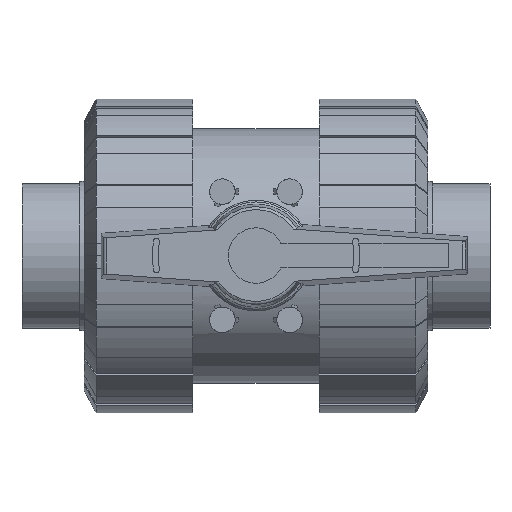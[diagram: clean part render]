
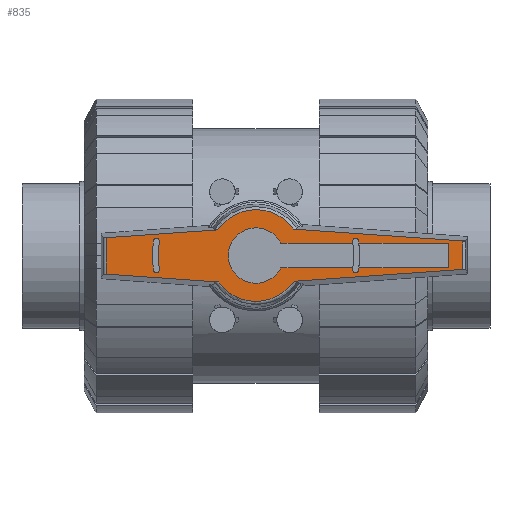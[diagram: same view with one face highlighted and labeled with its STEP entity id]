
A CAD part, top view. The second image highlights one B-rep face of the part: STEP entity #835.
In plain terms, the highlighted planar face has unit normal (0, 0, 1).
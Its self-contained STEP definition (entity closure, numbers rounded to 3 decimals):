
#835=ADVANCED_FACE('',(#1915,#1916,#1917),#1918,.T.);
#1915=FACE_BOUND('',#3316,.T.);
#1916=FACE_BOUND('',#3317,.T.);
#1917=FACE_OUTER_BOUND('',#3318,.T.);
#1918=PLANE('',#3319);
#3316=EDGE_LOOP('',(#5416,#5417,#5418,#5419,#5420,#5421,#5422,#5423,#5424,#5425,#5426,#5427,#5428));
#3317=EDGE_LOOP('',(#5429,#5430,#5431,#5432));
#3318=EDGE_LOOP('',(#5433,#5434,#5435,#5436,#5437,#5438,#5439,#5440));
#3319=AXIS2_PLACEMENT_3D('',#5441,#5442,#5443);
#5416=ORIENTED_EDGE('',*,*,#8894,.T.);
#5417=ORIENTED_EDGE('',*,*,#8967,.T.);
#5418=ORIENTED_EDGE('',*,*,#9064,.T.);
#5419=ORIENTED_EDGE('',*,*,#9066,.T.);
#5420=ORIENTED_EDGE('',*,*,#8833,.T.);
#5421=ORIENTED_EDGE('',*,*,#8898,.T.);
#5422=ORIENTED_EDGE('',*,*,#8802,.T.);
#5423=ORIENTED_EDGE('',*,*,#9068,.T.);
#5424=ORIENTED_EDGE('',*,*,#9059,.T.);
#5425=ORIENTED_EDGE('',*,*,#8963,.T.);
#5426=ORIENTED_EDGE('',*,*,#8811,.T.);
#5427=ORIENTED_EDGE('',*,*,#8793,.T.);
#5428=ORIENTED_EDGE('',*,*,#8888,.T.);
#5429=ORIENTED_EDGE('',*,*,#9073,.T.);
#5430=ORIENTED_EDGE('',*,*,#9078,.T.);
#5431=ORIENTED_EDGE('',*,*,#9082,.T.);
#5432=ORIENTED_EDGE('',*,*,#9085,.T.);
#5433=ORIENTED_EDGE('',*,*,#9158,.T.);
#5434=ORIENTED_EDGE('',*,*,#9101,.T.);
#5435=ORIENTED_EDGE('',*,*,#9132,.T.);
#5436=ORIENTED_EDGE('',*,*,#9028,.T.);
#5437=ORIENTED_EDGE('',*,*,#9185,.T.);
#5438=ORIENTED_EDGE('',*,*,#9118,.T.);
#5439=ORIENTED_EDGE('',*,*,#9125,.F.);
#5440=ORIENTED_EDGE('',*,*,#9051,.T.);
#5441=CARTESIAN_POINT('',(14.307,0.0,259.5));
#5442=DIRECTION('',(0.0,0.0,1.0));
#5443=DIRECTION('',(1.0,0.0,0.0));
#8793=EDGE_CURVE('',#10562,#10559,#10563,.T.);
#8802=EDGE_CURVE('',#10577,#10578,#10579,.T.);
#8811=EDGE_CURVE('',#10592,#10562,#10593,.T.);
#8833=EDGE_CURVE('',#10627,#10628,#10629,.T.);
#8888=EDGE_CURVE('',#10559,#10716,#10718,.T.);
#8894=EDGE_CURVE('',#10716,#10726,#10727,.T.);
#8898=EDGE_CURVE('',#10628,#10577,#10732,.T.);
#8963=EDGE_CURVE('',#10809,#10592,#10810,.T.);
#8967=EDGE_CURVE('',#10726,#10815,#10817,.T.);
#9028=EDGE_CURVE('',#10920,#10918,#10921,.T.);
#9051=EDGE_CURVE('',#10960,#10958,#10961,.T.);
#9059=EDGE_CURVE('',#10974,#10809,#10975,.T.);
#9064=EDGE_CURVE('',#10815,#10980,#10982,.T.);
#9066=EDGE_CURVE('',#10980,#10627,#10984,.T.);
#9068=EDGE_CURVE('',#10578,#10974,#10986,.T.);
#9073=EDGE_CURVE('',#10994,#10992,#10995,.T.);
#9078=EDGE_CURVE('',#10992,#11000,#11002,.T.);
#9082=EDGE_CURVE('',#11000,#11006,#11008,.T.);
#9085=EDGE_CURVE('',#11006,#10994,#11011,.T.);
#9101=EDGE_CURVE('',#11034,#11032,#11035,.T.);
#9118=EDGE_CURVE('',#11060,#11058,#11061,.T.);
#9125=EDGE_CURVE('',#10960,#11058,#11071,.T.);
#9132=EDGE_CURVE('',#11032,#10920,#11078,.T.);
#9158=EDGE_CURVE('',#10958,#11034,#11110,.T.);
#9185=EDGE_CURVE('',#10918,#11060,#11137,.T.);
#10559=VERTEX_POINT('',#13169);
#10562=VERTEX_POINT('',#13173);
#10563=CIRCLE('',#13174,17.286);
#10577=VERTEX_POINT('',#13192);
#10578=VERTEX_POINT('',#13193);
#10579=LINE('',#13194,#13195);
#10592=VERTEX_POINT('',#13222);
#10593=LINE('',#13223,#13224);
#10627=VERTEX_POINT('',#13280);
#10628=VERTEX_POINT('',#13281);
#10629=LINE('',#13282,#13283);
#10716=VERTEX_POINT('',#13401);
#10718=CIRCLE('',#13404,17.286);
#10726=VERTEX_POINT('',#13413);
#10727=LINE('',#13414,#13415);
#10732=LINE('',#13422,#13423);
#10809=VERTEX_POINT('',#13528);
#10810=CIRCLE('',#13529,62.55);
#10815=VERTEX_POINT('',#13535);
#10817=CIRCLE('',#13538,62.55);
#10918=VERTEX_POINT('',#13843);
#10920=VERTEX_POINT('',#13872);
#10921=LINE('',#13873,#13874);
#10958=VERTEX_POINT('',#14011);
#10960=VERTEX_POINT('',#14040);
#10961=LINE('',#14041,#14042);
#10974=VERTEX_POINT('',#14058);
#10975=CIRCLE('',#14059,1.85);
#10980=VERTEX_POINT('',#14065);
#10982=CIRCLE('',#14068,1.85);
#10984=CIRCLE('',#14070,66.25);
#10986=CIRCLE('',#14072,66.25);
#10992=VERTEX_POINT('',#14078);
#10994=VERTEX_POINT('',#14081);
#10995=CIRCLE('',#14082,1.85);
#11000=VERTEX_POINT('',#14088);
#11002=CIRCLE('',#14091,62.55);
#11006=VERTEX_POINT('',#14095);
#11008=CIRCLE('',#14098,1.85);
#11011=CIRCLE('',#14101,66.25);
#11032=VERTEX_POINT('',#14127);
#11034=VERTEX_POINT('',#14129);
#11035=LINE('',#14130,#14131);
#11058=VERTEX_POINT('',#14220);
#11060=VERTEX_POINT('',#14222);
#11061=LINE('',#14223,#14224);
#11071=LINE('',#14296,#14297);
#11078=LINE('',#14306,#14307);
#11110=CIRCLE('',#14409,28.613);
#11137=CIRCLE('',#14436,28.613);
#13169=CARTESIAN_POINT('',(-17.286,0.,259.5));
#13173=CARTESIAN_POINT('',(15.544,-7.563,259.5));
#13174=AXIS2_PLACEMENT_3D('',#18483,#18484,#18485);
#13192=CARTESIAN_POINT('',(120.0,-7.563,259.5));
#13193=CARTESIAN_POINT('',(64.192,-7.563,259.5));
#13194=CARTESIAN_POINT('',(37.153,-7.563,259.5));
#13195=VECTOR('',#18496,1.0);
#13222=CARTESIAN_POINT('',(60.466,-7.563,259.5));
#13223=CARTESIAN_POINT('',(37.153,-7.563,259.5));
#13224=VECTOR('',#18502,1.0);
#13280=CARTESIAN_POINT('',(64.192,7.563,259.5));
#13281=CARTESIAN_POINT('',(120.0,7.563,259.5));
#13282=CARTESIAN_POINT('',(37.153,7.563,259.5));
#13283=VECTOR('',#18522,1.0);
#13401=CARTESIAN_POINT('',(15.544,7.563,259.5));
#13404=AXIS2_PLACEMENT_3D('',#18603,#18604,#18605);
#13413=CARTESIAN_POINT('',(60.466,7.563,259.5));
#13414=CARTESIAN_POINT('',(37.153,7.563,259.5));
#13415=VECTOR('',#18613,1.0);
#13422=CARTESIAN_POINT('',(120.0,0.0,259.5));
#13423=VECTOR('',#18616,1.0);
#13528=CARTESIAN_POINT('',(60.325,-8.644,259.5));
#13529=AXIS2_PLACEMENT_3D('',#18672,#18673,#18674);
#13535=CARTESIAN_POINT('',(60.325,8.644,259.5));
#13538=AXIS2_PLACEMENT_3D('',#18680,#18681,#18682);
#13843=CARTESIAN_POINT('',(-23.384,-16.49,259.5));
#13872=CARTESIAN_POINT('',(-93.412,-11.593,259.5));
#13873=CARTESIAN_POINT('',(-4.905,-17.782,259.5));
#13874=VECTOR('',#18735,1.0);
#14011=CARTESIAN_POINT('',(23.384,16.49,259.5));
#14040=CARTESIAN_POINT('',(128.912,9.111,259.5));
#14041=CARTESIAN_POINT('',(67.447,13.409,259.5));
#14042=VECTOR('',#18752,1.0);
#14058=CARTESIAN_POINT('',(63.989,-9.156,259.5));
#14059=AXIS2_PLACEMENT_3D('',#18765,#18766,#18767);
#14065=CARTESIAN_POINT('',(63.989,9.156,259.5));
#14068=AXIS2_PLACEMENT_3D('',#18773,#18774,#18775);
#14070=AXIS2_PLACEMENT_3D('',#18776,#18777,#18778);
#14072=AXIS2_PLACEMENT_3D('',#18782,#18783,#18784);
#14078=CARTESIAN_POINT('',(-60.325,8.644,259.5));
#14081=CARTESIAN_POINT('',(-63.989,9.156,259.5));
#14082=AXIS2_PLACEMENT_3D('',#18789,#18790,#18791);
#14088=CARTESIAN_POINT('',(-60.325,-8.644,259.5));
#14091=AXIS2_PLACEMENT_3D('',#18797,#18798,#18799);
#14095=CARTESIAN_POINT('',(-63.989,-9.156,259.5));
#14098=AXIS2_PLACEMENT_3D('',#18804,#18805,#18806);
#14101=AXIS2_PLACEMENT_3D('',#18810,#18811,#18812);
#14127=CARTESIAN_POINT('',(-93.412,11.14,259.5));
#14129=CARTESIAN_POINT('',(-23.712,16.014,259.5));
#14130=CARTESIAN_POINT('',(-3.273,17.443,259.5));
#14131=VECTOR('',#18833,1.0);
#14220=CARTESIAN_POINT('',(128.912,-8.658,259.5));
#14222=CARTESIAN_POINT('',(23.712,-16.014,259.5));
#14223=CARTESIAN_POINT('',(69.016,-12.846,259.5));
#14224=VECTOR('',#18848,1.0);
#14296=CARTESIAN_POINT('',(128.912,23.0,259.5));
#14297=VECTOR('',#18850,1.0);
#14306=CARTESIAN_POINT('',(-93.412,23.0,259.5));
#14307=VECTOR('',#18853,1.0);
#14409=AXIS2_PLACEMENT_3D('',#18886,#18887,#18888);
#14436=AXIS2_PLACEMENT_3D('',#18919,#18920,#18921);
#18483=CARTESIAN_POINT('',(0.0,0.0,259.5));
#18484=DIRECTION('',(0.0,0.0,-1.0));
#18485=DIRECTION('',(1.0,0.0,0.0));
#18496=DIRECTION('',(-1.0,0.0,0.0));
#18502=DIRECTION('',(-1.0,0.0,0.0));
#18522=DIRECTION('',(1.0,0.0,-0.0));
#18603=CARTESIAN_POINT('',(0.0,0.0,259.5));
#18604=DIRECTION('',(0.0,0.0,-1.0));
#18605=DIRECTION('',(1.0,0.0,0.0));
#18613=DIRECTION('',(1.0,0.0,-0.0));
#18616=DIRECTION('',(0.0,-1.0,0.0));
#18672=CARTESIAN_POINT('',(-1.625,0.,259.5));
#18673=DIRECTION('',(0.0,0.0,1.0));
#18674=DIRECTION('',(0.99,-0.138,0.0));
#18680=CARTESIAN_POINT('',(-1.625,0.,259.5));
#18681=DIRECTION('',(0.0,0.0,1.0));
#18682=DIRECTION('',(0.99,-0.138,0.0));
#18735=DIRECTION('',(0.998,-0.07,0.0));
#18752=DIRECTION('',(-0.998,0.07,0.0));
#18765=CARTESIAN_POINT('',(62.157,-8.9,259.5));
#18766=DIRECTION('',(-0.0,0.0,-1.0));
#18767=DIRECTION('',(-0.99,0.138,0.0));
#18773=CARTESIAN_POINT('',(62.157,8.9,259.5));
#18774=DIRECTION('',(0.0,0.0,-1.0));
#18775=DIRECTION('',(0.99,0.138,0.0));
#18776=CARTESIAN_POINT('',(-1.625,0.,259.5));
#18777=DIRECTION('',(0.0,-0.0,-1.0));
#18778=DIRECTION('',(0.99,-0.138,0.0));
#18782=CARTESIAN_POINT('',(-1.625,0.,259.5));
#18783=DIRECTION('',(0.0,-0.0,-1.0));
#18784=DIRECTION('',(0.99,-0.138,0.0));
#18789=CARTESIAN_POINT('',(-62.157,8.9,259.5));
#18790=DIRECTION('',(0.0,-0.0,-1.0));
#18791=DIRECTION('',(0.99,-0.138,0.0));
#18797=CARTESIAN_POINT('',(1.625,0.,259.5));
#18798=DIRECTION('',(0.0,0.0,1.0));
#18799=DIRECTION('',(-0.99,0.138,0.0));
#18804=CARTESIAN_POINT('',(-62.157,-8.9,259.5));
#18805=DIRECTION('',(-0.0,0.0,-1.0));
#18806=DIRECTION('',(-0.99,-0.138,0.0));
#18810=CARTESIAN_POINT('',(1.625,0.,259.5));
#18811=DIRECTION('',(-0.0,0.0,-1.0));
#18812=DIRECTION('',(-0.99,0.138,0.0));
#18833=DIRECTION('',(-0.998,-0.07,0.0));
#18848=DIRECTION('',(0.998,0.07,-0.0));
#18850=DIRECTION('',(0.0,-1.0,0.0));
#18853=DIRECTION('',(0.0,-1.0,0.0));
#18886=CARTESIAN_POINT('',(0.0,0.0,259.5));
#18887=DIRECTION('',(0.0,0.0,1.0));
#18888=DIRECTION('',(1.0,0.0,0.0));
#18919=CARTESIAN_POINT('',(0.0,0.0,259.5));
#18920=DIRECTION('',(0.0,0.0,1.0));
#18921=DIRECTION('',(1.0,0.0,0.0));
